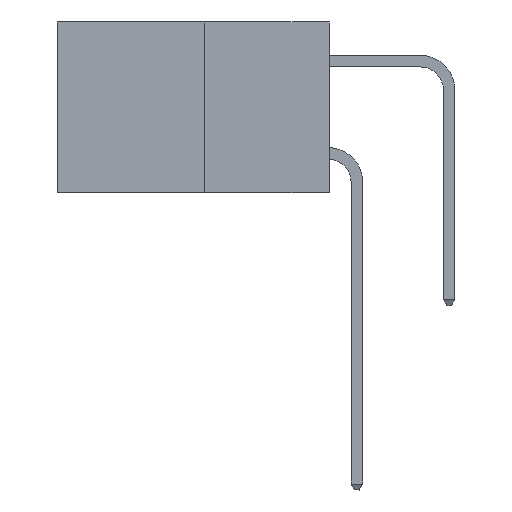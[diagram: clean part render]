
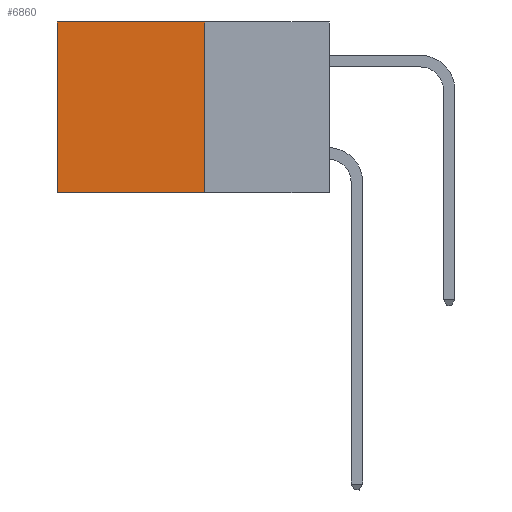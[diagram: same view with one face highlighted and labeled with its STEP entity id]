
A CAD part, left-side view. The second image highlights one B-rep face of the part: STEP entity #6860.
In plain terms, the highlighted planar face has unit normal (-1, 0, 0).
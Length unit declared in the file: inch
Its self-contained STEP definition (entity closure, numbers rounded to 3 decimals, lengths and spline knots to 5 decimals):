
#400 = EDGE_CURVE ( 'NONE', #17309, #23508, #16776, .T. ) ;
#3002 = DIRECTION ( 'NONE',  ( 0., 0., -1. ) ) ;
#4509 = VECTOR ( 'NONE', #7230, 39.37008 ) ;
#4564 = DIRECTION ( 'NONE',  ( 0., 0., -1. ) ) ;
#4678 = FACE_OUTER_BOUND ( 'NONE', #11525, .T. ) ;
#4992 = VECTOR ( 'NONE', #20755, 39.37008 ) ;
#5342 = PLANE ( 'NONE',  #28492 ) ;
#5343 = CARTESIAN_POINT ( 'NONE',  ( 0.277, 0.59, 0. ) ) ;
#5812 = ORIENTED_EDGE ( 'NONE', *, *, #27362, .F. ) ;
#6419 = LINE ( 'NONE', #11595, #11948 ) ;
#6860 = ADVANCED_FACE ( 'NONE', ( #4678 ), #5342, .F. ) ;
#7230 = DIRECTION ( 'NONE',  ( 0., 0., -1. ) ) ;
#7593 = LINE ( 'NONE', #17437, #25463 ) ;
#7616 = EDGE_CURVE ( 'NONE', #28715, #26316, #7593, .T. ) ;
#7979 = DIRECTION ( 'NONE',  ( 0., 1., 0. ) ) ;
#11525 = EDGE_LOOP ( 'NONE', ( #14251, #28773, #5812, #30267 ) ) ;
#11595 = CARTESIAN_POINT ( 'NONE',  ( 0.277, 0.27, -0.37 ) ) ;
#11948 = VECTOR ( 'NONE', #4564, 39.37008 ) ;
#14251 = ORIENTED_EDGE ( 'NONE', *, *, #28086, .T. ) ;
#14330 = CARTESIAN_POINT ( 'NONE',  ( 0.277, 0.27, -0.37 ) ) ;
#15957 = CARTESIAN_POINT ( 'NONE',  ( 0.277, 0.59, -0.37 ) ) ;
#16776 = LINE ( 'NONE', #28082, #4992 ) ;
#17031 = LINE ( 'NONE', #18917, #4509 ) ;
#17166 = DIRECTION ( 'NONE',  ( 1., 0., 0. ) ) ;
#17309 = VERTEX_POINT ( 'NONE', #14330 ) ;
#17437 = CARTESIAN_POINT ( 'NONE',  ( 0.277, 0.27, 0. ) ) ;
#18917 = CARTESIAN_POINT ( 'NONE',  ( 0.277, 0.59, -0.37 ) ) ;
#20755 = DIRECTION ( 'NONE',  ( 0., 1., 0. ) ) ;
#23508 = VERTEX_POINT ( 'NONE', #15957 ) ;
#24039 = CARTESIAN_POINT ( 'NONE',  ( 0.277, 0.27, -0.37 ) ) ;
#25420 = CARTESIAN_POINT ( 'NONE',  ( 0.277, 0.27, 0. ) ) ;
#25463 = VECTOR ( 'NONE', #7979, 39.37008 ) ;
#26316 = VERTEX_POINT ( 'NONE', #5343 ) ;
#27362 = EDGE_CURVE ( 'NONE', #28715, #17309, #6419, .T. ) ;
#28082 = CARTESIAN_POINT ( 'NONE',  ( 0.277, 0.27, -0.37 ) ) ;
#28086 = EDGE_CURVE ( 'NONE', #26316, #23508, #17031, .T. ) ;
#28492 = AXIS2_PLACEMENT_3D ( 'NONE', #24039, #17166, #3002 ) ;
#28715 = VERTEX_POINT ( 'NONE', #25420 ) ;
#28773 = ORIENTED_EDGE ( 'NONE', *, *, #400, .F. ) ;
#30267 = ORIENTED_EDGE ( 'NONE', *, *, #7616, .T. ) ;
